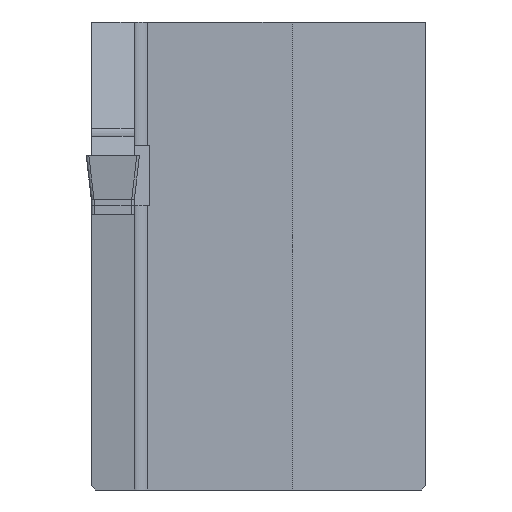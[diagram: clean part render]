
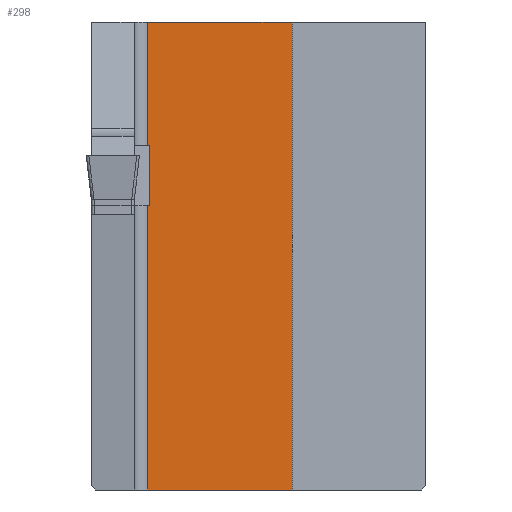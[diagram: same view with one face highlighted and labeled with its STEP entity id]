
A CAD part, left-side view. The second image highlights one B-rep face of the part: STEP entity #298.
In plain terms, the highlighted planar face has unit normal (-1, 0, 0).
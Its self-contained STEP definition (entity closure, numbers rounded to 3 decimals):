
#298=ADVANCED_FACE('',(#420),#365,.T.);
#365=PLANE('',#1475);
#420=FACE_OUTER_BOUND('',#487,.T.);
#487=EDGE_LOOP('',(#608,#609,#610,#611,#612,#613,#614,#615));
#608=ORIENTED_EDGE('',*,*,#1047,.T.);
#609=ORIENTED_EDGE('',*,*,#1048,.T.);
#610=ORIENTED_EDGE('',*,*,#1011,.F.);
#611=ORIENTED_EDGE('',*,*,#1049,.T.);
#612=ORIENTED_EDGE('',*,*,#1050,.F.);
#613=ORIENTED_EDGE('',*,*,#1051,.F.);
#614=ORIENTED_EDGE('',*,*,#1052,.F.);
#615=ORIENTED_EDGE('',*,*,#1053,.T.);
#905=VERTEX_POINT('',#1896);
#906=VERTEX_POINT('',#1898);
#936=VERTEX_POINT('',#1971);
#937=VERTEX_POINT('',#1972);
#938=VERTEX_POINT('',#1975);
#939=VERTEX_POINT('',#1977);
#940=VERTEX_POINT('',#1979);
#941=VERTEX_POINT('',#1981);
#1011=EDGE_CURVE('',#905,#906,#1179,.T.);
#1047=EDGE_CURVE('',#936,#937,#1211,.T.);
#1048=EDGE_CURVE('',#937,#906,#1212,.T.);
#1049=EDGE_CURVE('',#905,#938,#1213,.T.);
#1050=EDGE_CURVE('',#939,#938,#1214,.T.);
#1051=EDGE_CURVE('',#940,#939,#1215,.T.);
#1052=EDGE_CURVE('',#941,#940,#1216,.T.);
#1053=EDGE_CURVE('',#941,#936,#1217,.T.);
#1179=LINE('',#1897,#1322);
#1211=LINE('',#1970,#1354);
#1212=LINE('',#1973,#1355);
#1213=LINE('',#1974,#1356);
#1214=LINE('',#1976,#1357);
#1215=LINE('',#1978,#1358);
#1216=LINE('',#1980,#1359);
#1217=LINE('',#1982,#1360);
#1322=VECTOR('',#1563,1.);
#1354=VECTOR('',#1617,1.);
#1355=VECTOR('',#1618,1.);
#1356=VECTOR('',#1619,1.);
#1357=VECTOR('',#1620,1.);
#1358=VECTOR('',#1621,1.);
#1359=VECTOR('',#1622,1.);
#1360=VECTOR('',#1623,1.);
#1475=AXIS2_PLACEMENT_3D('',#1983,#1624,#1625);
#1563=DIRECTION('',(0.,-1.,0.));
#1617=DIRECTION('',(0.,-1.,0.));
#1618=DIRECTION('',(0.,0.,1.));
#1619=DIRECTION('',(0.,0.,-1.));
#1620=DIRECTION('',(0.,1.,0.));
#1621=DIRECTION('',(0.,0.,1.));
#1622=DIRECTION('',(0.,-1.,0.));
#1623=DIRECTION('',(0.,0.,-1.));
#1624=DIRECTION('',(-1.,0.,0.));
#1625=DIRECTION('',(0.,0.,1.));
#1896=CARTESIAN_POINT('',(23.,-4.193,10.));
#1897=CARTESIAN_POINT('',(23.,-33.193,10.));
#1898=CARTESIAN_POINT('',(23.,-15.,10.));
#1970=CARTESIAN_POINT('',(23.,-33.193,-25.));
#1971=CARTESIAN_POINT('',(23.,-4.193,-25.));
#1972=CARTESIAN_POINT('',(23.,-15.,-25.));
#1973=CARTESIAN_POINT('',(23.,-15.,-30.));
#1974=CARTESIAN_POINT('',(23.,-4.193,10.));
#1975=CARTESIAN_POINT('',(23.,-4.193,0.77));
#1976=CARTESIAN_POINT('',(23.,-33.193,0.77));
#1977=CARTESIAN_POINT('',(23.,-4.343,0.77));
#1978=CARTESIAN_POINT('',(23.,-4.343,10.));
#1979=CARTESIAN_POINT('',(23.,-4.343,-3.72));
#1980=CARTESIAN_POINT('',(23.,-4.343,-3.72));
#1981=CARTESIAN_POINT('',(23.,-4.193,-3.72));
#1982=CARTESIAN_POINT('',(23.,-4.193,-3.72));
#1983=CARTESIAN_POINT('',(23.,-33.193,10.));
